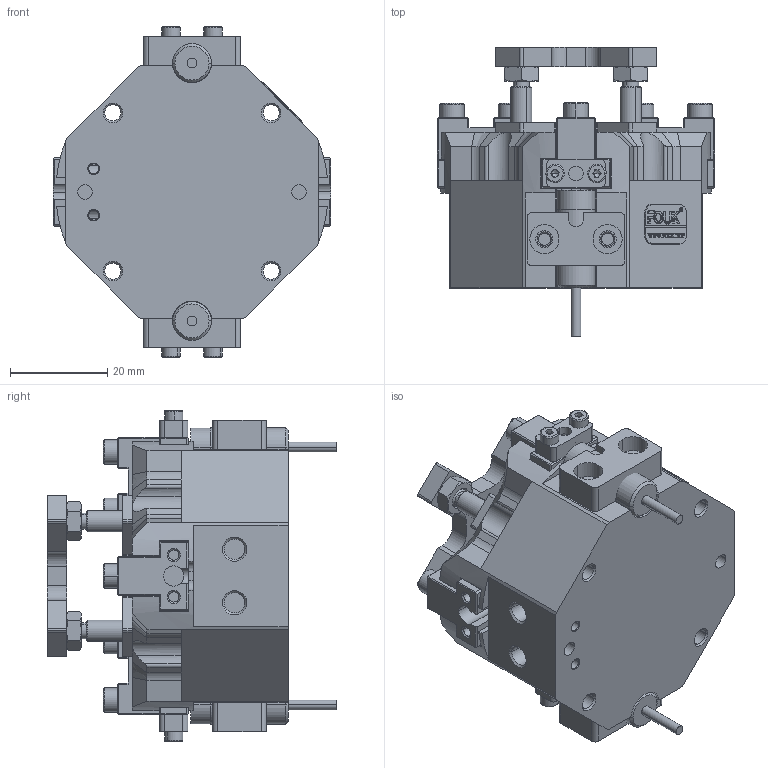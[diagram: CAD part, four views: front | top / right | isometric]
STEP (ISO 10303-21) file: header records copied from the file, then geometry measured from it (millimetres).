
FILE_DESCRIPTION (( 'STEP AP214' ), '1' );
FILE_NAME ('TF33-56-C18.STEP', '2024-12-09T01:50:53', ( 'USER-' ), ( 'Microsoft' ), 'SwSTEP 2.0', 'SolidWorks 2018', '' );
FILE_SCHEMA (( 'AUTOMOTIVE_DESIGN' ));
Length unit declared in the file: millimetre
Products named in the file (22): TF33-56杅耀.sldasm-Part-20; 埴翐芛_GB_FASTENER_SCREWS_HSHCS M2X8-N; TF33-56杅耀.sldasm-Part-3; 12x8-R2; TF33-56杅耀.sldasm-Part-22; TF33-56杅耀.sldasm-Part-25; TF33-56杅耀.sldasm-Part-23; TF33-56杅耀.sldasm-Part-10; TF33-56杅耀.sldasm-Part-12; GB╱T 6170-2015[1型六角螺母M4]; TF33-56杅耀.sldasm-Part-18; TF33-56杅耀.sldasm-Part-28; TF33-56杅耀.sldasm-Part-11; TZ33-60杅耀.sldasm-Part-22; TF33-56-C18; TF33-56杅耀.sldasm-Part-14; TF33-56杅耀.sldasm-Part-7; TF33-56杅耀.sldasm-Part-9; TF33-56杅耀.sldasm-Part-21; TF33-56杅耀.sldasm-Part-8; TF33-56杅耀.sldasm-Part-27; TF33-56杅耀.sldasm-Part-13
Assembly tree (34 placements, depth 2):
  TF33-56-C18
    TF33-56杅耀.sldasm-Part-7
    TF33-56杅耀.sldasm-Part-8
    TF33-56杅耀.sldasm-Part-9
    TF33-56杅耀.sldasm-Part-10
    TF33-56杅耀.sldasm-Part-11
    TF33-56杅耀.sldasm-Part-12
    TF33-56杅耀.sldasm-Part-13
    TF33-56杅耀.sldasm-Part-14
    TF33-56杅耀.sldasm-Part-18
    TF33-56杅耀.sldasm-Part-20
    TF33-56杅耀.sldasm-Part-21
    TF33-56杅耀.sldasm-Part-22
    TF33-56杅耀.sldasm-Part-23
    TF33-56杅耀.sldasm-Part-25
    TF33-56杅耀.sldasm-Part-27
    TF33-56杅耀.sldasm-Part-28  x4
    TZ33-60杅耀.sldasm-Part-22  x4
    GB╱T 6170-2015[1型六角螺母M4]  x4
    12x8-R2
    TF33-56杅耀.sldasm-Part-3  x2
    埴翐芛_GB_FASTENER_SCREWS_HSHCS M2X8-N  x4
Bounding box: 57 x 59.5 x 68 mm (x, y, z)
Volume: 74276.1 mm3; surface area: 33697.8 mm2
Topology: 34 solids, 42 shells, 1777 faces, 4495 edges, 2866 vertices
Faces by surface type: plane 873, cylinder 429, cone 312, bspline 155, torus 8
Entity records: 49202 total; most frequent: CARTESIAN_POINT 13314, ORIENTED_EDGE 6428, DIRECTION 5937, EDGE_CURVE 3214, VERTEX_POINT 2078, AXIS2_PLACEMENT_3D 1985, VECTOR 1967, LINE 1967
